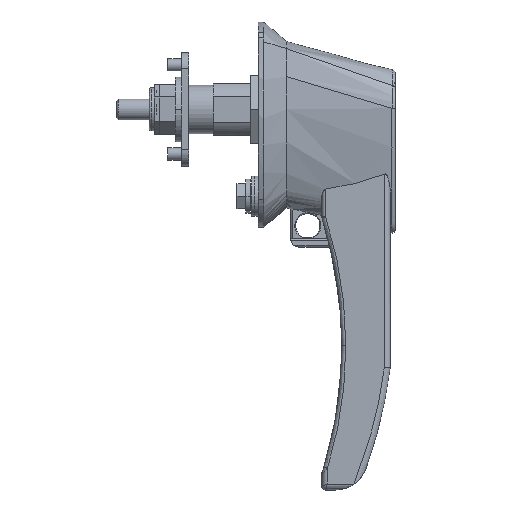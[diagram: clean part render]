
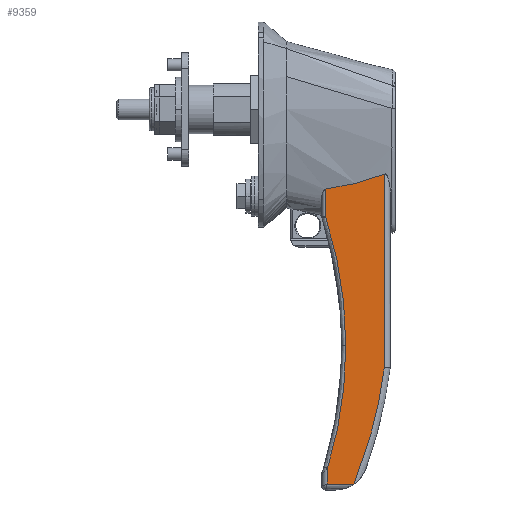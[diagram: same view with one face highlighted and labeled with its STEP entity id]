
A CAD part, top view. The second image highlights one B-rep face of the part: STEP entity #9359.
In plain terms, the highlighted face is planar.
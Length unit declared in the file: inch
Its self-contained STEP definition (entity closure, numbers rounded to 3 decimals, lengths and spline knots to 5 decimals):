
#146 = CARTESIAN_POINT ( 'NONE',  ( -4.82789, -20.75283, 26.31942 ) ) ;
#163 = VERTEX_POINT ( 'NONE', #11742 ) ;
#515 = CARTESIAN_POINT ( 'NONE',  ( -4.82789, -20.43885, 26.86832 ) ) ;
#632 = CARTESIAN_POINT ( 'NONE',  ( -4.82789, -20.6288, 28.45784 ) ) ;
#965 = CARTESIAN_POINT ( 'NONE',  ( -4.82789, -20.74603, 30.95376 ) ) ;
#1087 = CARTESIAN_POINT ( 'NONE',  ( -4.82789, -20.97183, 31.01566 ) ) ;
#1100 = EDGE_CURVE ( 'NONE', #11812, #4181, #12649, .T. ) ;
#1188 = CARTESIAN_POINT ( 'NONE',  ( -4.82789, -20.6288, 28.54272 ) ) ;
#1213 = CARTESIAN_POINT ( 'NONE',  ( -4.82789, -20.85468, 30.9814 ) ) ;
#1365 = PLANE ( 'NONE',  #14211 ) ;
#1449 = DIRECTION ( 'NONE',  ( 0., 0., -1. ) ) ;
#1771 = CARTESIAN_POINT ( 'NONE',  ( -4.82789, -20.25544, 31.22942 ) ) ;
#2168 = VERTEX_POINT ( 'NONE', #6197 ) ;
#2356 = EDGE_CURVE ( 'NONE', #3670, #163, #8054, .T. ) ;
#2368 = CARTESIAN_POINT ( 'NONE',  ( -4.82789, -20.9948, 31.02288 ) ) ;
#2513 = B_SPLINE_CURVE_WITH_KNOTS ( 'NONE', 3,
 ( #632, #8881, #11549, #12829, #7431, #3310, #17140, #8822, #515, #10205 ),
 .UNSPECIFIED., .F., .F.,
 ( 4, 1, 1, 2, 2, 4 ),
 ( 0.51258, 0.63444, 0.69536, 0.72583, 0.75629, 1. ),
 .UNSPECIFIED. ) ;
#2574 = CARTESIAN_POINT ( 'NONE',  ( -4.82789, -20.31544, 30.44811 ) ) ;
#2603 = CARTESIAN_POINT ( 'NONE',  ( -4.82789, -20.39817, 30.88488 ) ) ;
#2712 = EDGE_CURVE ( 'NONE', #4181, #3197, #13461, .T. ) ;
#3043 = CARTESIAN_POINT ( 'NONE',  ( -4.82789, -20.31544, 31.22942 ) ) ;
#3084 = EDGE_CURVE ( 'NONE', #163, #2168, #9365, .T. ) ;
#3197 = VERTEX_POINT ( 'NONE', #146 ) ;
#3263 = CARTESIAN_POINT ( 'NONE',  ( -4.82789, -20.31544, 30.87334 ) ) ;
#3310 = CARTESIAN_POINT ( 'NONE',  ( -4.82789, -20.56835, 27.57409 ) ) ;
#3670 = VERTEX_POINT ( 'NONE', #3263 ) ;
#3771 = CARTESIAN_POINT ( 'NONE',  ( -4.82789, -20.99939, 31.02434 ) ) ;
#3895 = CARTESIAN_POINT ( 'NONE',  ( -4.82789, -20.71439, 30.94624 ) ) ;
#3962 = CARTESIAN_POINT ( 'NONE',  ( -4.82789, -20.76174, 30.95759 ) ) ;
#4069 = EDGE_CURVE ( 'NONE', #2168, #11812, #2513, .T. ) ;
#4163 = VECTOR ( 'NONE', #17016, 39.37008 ) ;
#4181 = VERTEX_POINT ( 'NONE', #10574 ) ;
#4285 = CARTESIAN_POINT ( 'NONE',  ( -4.82789, -21.22544, 28.12739 ) ) ;
#4495 = ORIENTED_EDGE ( 'NONE', *, *, #3084, .T. ) ;
#5150 = CARTESIAN_POINT ( 'NONE',  ( -4.82789, -21.00161, 31.02505 ) ) ;
#5309 = CARTESIAN_POINT ( 'NONE',  ( -4.82789, -20.60553, 29.05076 ) ) ;
#5397 = CARTESIAN_POINT ( 'NONE',  ( -4.82789, -20.77346, 30.96048 ) ) ;
#5598 = CARTESIAN_POINT ( 'NONE',  ( -4.82789, -20.86995, 26.60939 ) ) ;
#5669 = CARTESIAN_POINT ( 'NONE',  ( -4.82789, -21.22544, 28.12739 ) ) ;
#6057 = ORIENTED_EDGE ( 'NONE', *, *, #1100, .T. ) ;
#6080 = CARTESIAN_POINT ( 'NONE',  ( -4.82789, -21.22544, 31.10528 ) ) ;
#6197 = CARTESIAN_POINT ( 'NONE',  ( -4.82789, -20.6288, 28.45784 ) ) ;
#6442 = EDGE_LOOP ( 'NONE', ( #14350, #8975, #14661, #12766, #4495, #14972, #6057, #7558 ) ) ;
#6534 = CARTESIAN_POINT ( 'NONE',  ( -4.82789, -21.15305, 31.07646 ) ) ;
#6592 = CARTESIAN_POINT ( 'NONE',  ( -4.82789, -20.76956, 30.95952 ) ) ;
#6620 = CARTESIAN_POINT ( 'NONE',  ( -4.82789, -21.22544, 31.22942 ) ) ;
#6742 = CARTESIAN_POINT ( 'NONE',  ( -4.82789, -20.6288, 28.45784 ) ) ;
#6980 = CARTESIAN_POINT ( 'NONE',  ( -4.82789, -21.18567, 27.81718 ) ) ;
#7260 = LINE ( 'NONE', #6620, #10295 ) ;
#7276 = EDGE_CURVE ( 'NONE', #3670, #13876, #16342, .T. ) ;
#7281 = CARTESIAN_POINT ( 'NONE',  ( -4.82789, -20.34544, 26.56298 ) ) ;
#7431 = CARTESIAN_POINT ( 'NONE',  ( -4.82789, -20.57887, 27.65409 ) ) ;
#7558 = ORIENTED_EDGE ( 'NONE', *, *, #2712, .T. ) ;
#7948 = CARTESIAN_POINT ( 'NONE',  ( -4.82789, -20.91133, 30.99749 ) ) ;
#8036 = CARTESIAN_POINT ( 'NONE',  ( -4.82789, -20.57565, 29.30319 ) ) ;
#8054 = LINE ( 'NONE', #3043, #14331 ) ;
#8159 = CARTESIAN_POINT ( 'NONE',  ( -4.82789, -20.62713, 28.62764 ) ) ;
#8275 = CARTESIAN_POINT ( 'NONE',  ( -4.82789, -21.12624, 27.5108 ) ) ;
#8743 = FACE_OUTER_BOUND ( 'NONE', #6442, .T. ) ;
#8822 = CARTESIAN_POINT ( 'NONE',  ( -4.82789, -20.50929, 27.17882 ) ) ;
#8881 = CARTESIAN_POINT ( 'NONE',  ( -4.82789, -20.62881, 28.2964 ) ) ;
#8975 = ORIENTED_EDGE ( 'NONE', *, *, #15396, .T. ) ;
#9277 = CARTESIAN_POINT ( 'NONE',  ( -4.82789, -20.63128, 30.92782 ) ) ;
#9298 = VERTEX_POINT ( 'NONE', #5669 ) ;
#9359 = ADVANCED_FACE ( 'NONE', ( #8743 ), #1365, .T. ) ;
#9365 = B_SPLINE_CURVE_WITH_KNOTS ( 'NONE', 3,
 ( #2574, #16276, #13491, #13734, #16469, #14940, #16338, #8036, #5309, #16401, #8159, #1188, #6742 ),
 .UNSPECIFIED., .F., .F.,
 ( 4, 1, 1, 2, 2, 1, 2, 4 ),
 ( 0., 0.12815, 0.19222, 0.22425, 0.25629, 0.38444, 0.44851, 0.51258 ),
 .UNSPECIFIED. ) ;
#9388 = CARTESIAN_POINT ( 'NONE',  ( -4.82789, -20.77513, 30.9609 ) ) ;
#9507 = CARTESIAN_POINT ( 'NONE',  ( -4.82789, -20.81632, 30.97117 ) ) ;
#10205 = CARTESIAN_POINT ( 'NONE',  ( -4.82789, -20.34544, 26.56298 ) ) ;
#10295 = VECTOR ( 'NONE', #16337, 39.37008 ) ;
#10574 = CARTESIAN_POINT ( 'NONE',  ( -4.82789, -20.34544, 26.31942 ) ) ;
#10904 = CARTESIAN_POINT ( 'NONE',  ( -4.82789, -20.34544, 31.22942 ) ) ;
#11549 = CARTESIAN_POINT ( 'NONE',  ( -4.82789, -20.6198, 28.05487 ) ) ;
#11606 = CARTESIAN_POINT ( 'NONE',  ( -4.82789, -20.25544, 26.31942 ) ) ;
#11742 = CARTESIAN_POINT ( 'NONE',  ( -4.82789, -20.31544, 30.44811 ) ) ;
#11812 = VERTEX_POINT ( 'NONE', #7281 ) ;
#12060 = CARTESIAN_POINT ( 'NONE',  ( -4.82789, -20.31544, 30.87334 ) ) ;
#12121 = CARTESIAN_POINT ( 'NONE',  ( -4.82789, -20.93943, 31.00573 ) ) ;
#12224 = VECTOR ( 'NONE', #1449, 39.37008 ) ;
#12311 = CARTESIAN_POINT ( 'NONE',  ( -4.82789, -20.98793, 31.0207 ) ) ;
#12649 = LINE ( 'NONE', #10904, #12224 ) ;
#12766 = ORIENTED_EDGE ( 'NONE', *, *, #2356, .T. ) ;
#12829 = CARTESIAN_POINT ( 'NONE',  ( -4.82789, -20.59352, 27.77416 ) ) ;
#12862 = DIRECTION ( 'NONE',  ( 0., 0., -1. ) ) ;
#13461 = LINE ( 'NONE', #11606, #4163 ) ;
#13463 = CARTESIAN_POINT ( 'NONE',  ( -4.82789, -20.77625, 30.96118 ) ) ;
#13491 = CARTESIAN_POINT ( 'NONE',  ( -4.82789, -20.43492, 30.04641 ) ) ;
#13580 = CARTESIAN_POINT ( 'NONE',  ( -4.82789, -20.68687, 30.94 ) ) ;
#13707 = CARTESIAN_POINT ( 'NONE',  ( -4.82789, -20.5935, 30.92008 ) ) ;
#13734 = CARTESIAN_POINT ( 'NONE',  ( -4.82789, -20.49751, 29.76014 ) ) ;
#13876 = VERTEX_POINT ( 'NONE', #6080 ) ;
#13902 = CARTESIAN_POINT ( 'NONE',  ( -4.82789, -20.75283, 26.31942 ) ) ;
#14211 = AXIS2_PLACEMENT_3D ( 'NONE', #1771, #15433, #17057 ) ;
#14313 = EDGE_CURVE ( 'NONE', #3197, #9298, #15542, .T. ) ;
#14331 = VECTOR ( 'NONE', #12862, 39.37008 ) ;
#14350 = ORIENTED_EDGE ( 'NONE', *, *, #14313, .T. ) ;
#14661 = ORIENTED_EDGE ( 'NONE', *, *, #7276, .F. ) ;
#14847 = CARTESIAN_POINT ( 'NONE',  ( -4.82789, -21.07922, 31.04992 ) ) ;
#14940 = CARTESIAN_POINT ( 'NONE',  ( -4.82789, -20.5355, 29.55403 ) ) ;
#14972 = ORIENTED_EDGE ( 'NONE', *, *, #4069, .T. ) ;
#15095 = CARTESIAN_POINT ( 'NONE',  ( -4.82789, -20.47802, 30.89803 ) ) ;
#15300 = CARTESIAN_POINT ( 'NONE',  ( -4.82789, -20.96806, 26.90567 ) ) ;
#15396 = EDGE_CURVE ( 'NONE', #9298, #13876, #7260, .T. ) ;
#15433 = DIRECTION ( 'NONE',  ( -1., 0., 0. ) ) ;
#15542 = B_SPLINE_CURVE_WITH_KNOTS ( 'NONE', 3,
 ( #13902, #5598, #15300, #8275, #6980, #4285 ),
 .UNSPECIFIED., .F., .F.,
 ( 4, 2, 4 ),
 ( 0., 0.5, 1. ),
 .UNSPECIFIED. ) ;
#16247 = CARTESIAN_POINT ( 'NONE',  ( -4.82789, -21.22544, 31.10528 ) ) ;
#16276 = CARTESIAN_POINT ( 'NONE',  ( -4.82789, -20.36703, 30.28835 ) ) ;
#16337 = DIRECTION ( 'NONE',  ( 0., 0., 1. ) ) ;
#16338 = CARTESIAN_POINT ( 'NONE',  ( -4.82789, -20.54244, 29.51284 ) ) ;
#16342 = B_SPLINE_CURVE_WITH_KNOTS ( 'NONE', 3,
 ( #12060, #2603, #15095, #13707, #9277, #13580, #3895, #965, #3962, #6592, #5397, #9388, #13463, #17838, #9507, #1213, #7948, #12121, #1087, #12311, #2368, #3771, #5150, #14847, #6534, #16247 ),
 .UNSPECIFIED., .F., .F.,
 ( 4, 2, 2, 1, 1, 1, 1, 1, 2, 2, 2, 1, 1, 1, 2, 2, 4 ),
 ( 0., 0.25, 0.375, 0.4375, 0.46875, 0.48437, 0.49219, 0.49609, 0.49805, 0.5, 0.625, 0.6875, 0.71875, 0.73437, 0.74219, 0.75, 1. ),
 .UNSPECIFIED. ) ;
#16401 = CARTESIAN_POINT ( 'NONE',  ( -4.82789, -20.62048, 28.79706 ) ) ;
#16469 = CARTESIAN_POINT ( 'NONE',  ( -4.82789, -20.52078, 29.63659 ) ) ;
#17016 = DIRECTION ( 'NONE',  ( 0., -1., 0. ) ) ;
#17057 = DIRECTION ( 'NONE',  ( 0., -1., 0. ) ) ;
#17140 = CARTESIAN_POINT ( 'NONE',  ( -4.82789, -20.56269, 27.53393 ) ) ;
#17838 = CARTESIAN_POINT ( 'NONE',  ( -4.82789, -20.77675, 30.9613 ) ) ;
